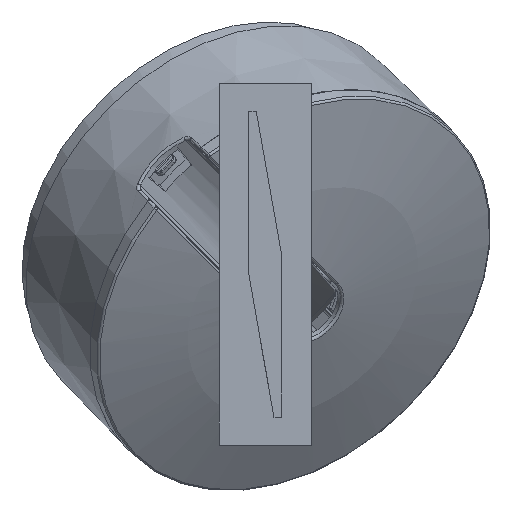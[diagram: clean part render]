
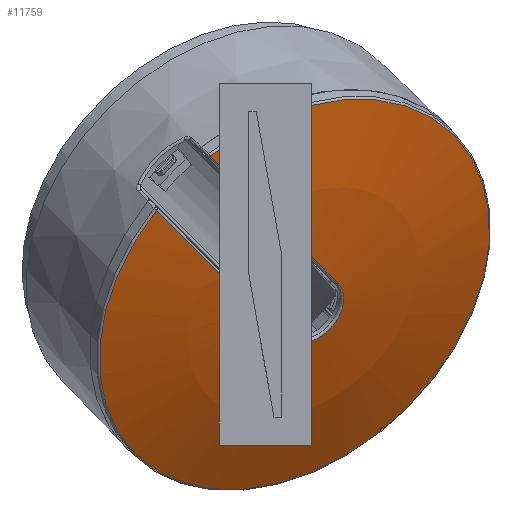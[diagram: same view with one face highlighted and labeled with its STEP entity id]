
A CAD part, top view. The second image highlights one B-rep face of the part: STEP entity #11759.
In plain terms, the highlighted spherical face has radius 205 mm.
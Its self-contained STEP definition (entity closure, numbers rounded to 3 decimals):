
#25=SPHERICAL_SURFACE('',#12809,205.);
#874=B_SPLINE_CURVE_WITH_KNOTS('',3,(#24700,#24701,#24702,#24703,#24704,
#24705,#24706,#24707,#24708,#24709),.UNSPECIFIED.,.F.,.F.,(4,1,1,1,1,1,
1,4),(-2.396,-2.054,-1.712,-1.369,
-1.027,-0.685,-0.342,0.),
 .UNSPECIFIED.);
#1767=CIRCLE('',#12749,204.96);
#1770=CIRCLE('',#12753,204.96);
#1800=CIRCLE('',#12807,44.563);
#2497=FACE_OUTER_BOUND('',#3242,.T.);
#3242=EDGE_LOOP('',(#9457,#9458,#9459,#9460));
#5054=VERTEX_POINT('',#23954);
#5055=VERTEX_POINT('',#23956);
#5056=VERTEX_POINT('',#23960);
#5057=VERTEX_POINT('',#23962);
#6553=EDGE_CURVE('',#5054,#5055,#1767,.T.);
#6556=EDGE_CURVE('',#5056,#5057,#1770,.T.);
#6615=EDGE_CURVE('',#5055,#5056,#1800,.T.);
#6617=EDGE_CURVE('',#5057,#5054,#874,.T.);
#9457=ORIENTED_EDGE('',*,*,#6553,.F.);
#9458=ORIENTED_EDGE('',*,*,#6617,.F.);
#9459=ORIENTED_EDGE('',*,*,#6556,.F.);
#9460=ORIENTED_EDGE('',*,*,#6615,.F.);
#11759=ADVANCED_FACE('',(#2497),#25,.T.);
#12749=AXIS2_PLACEMENT_3D('',#23957,#14860,#14861);
#12753=AXIS2_PLACEMENT_3D('',#23963,#14868,#14869);
#12807=AXIS2_PLACEMENT_3D('',#24648,#14986,#14987);
#12809=AXIS2_PLACEMENT_3D('',#24782,#14990,#14991);
#14860=DIRECTION('center_axis',(-0.698,-0.716,0.012));
#14861=DIRECTION('ref_axis',(0.457,-0.432,0.778));
#14868=DIRECTION('center_axis',(0.716,0.698,0.012));
#14869=DIRECTION('ref_axis',(0.432,-0.457,0.778));
#14986=DIRECTION('center_axis',(-0.5,0.5,-0.707));
#14987=DIRECTION('ref_axis',(0.5,-0.5,-0.707));
#14990=DIRECTION('center_axis',(0.5,-0.5,0.707));
#14991=DIRECTION('ref_axis',(0.5,-0.5,-0.707));
#23954=CARTESIAN_POINT('',(14.357,-3.543,-80.486));
#23956=CARTESIAN_POINT('',(-10.789,21.486,-51.731));
#23957=CARTESIAN_POINT('Origin',(-91.386,97.141,-224.325));
#23960=CARTESIAN_POINT('',(-21.486,10.789,-51.731));
#23962=CARTESIAN_POINT('',(3.543,-14.357,-80.486));
#23963=CARTESIAN_POINT('Origin',(-97.141,91.386,-224.325));
#24648=CARTESIAN_POINT('Origin',(5.821,-5.821,-82.785));
#24700=CARTESIAN_POINT('Ctrl Pts',(3.543,-14.357,-80.486));
#24701=CARTESIAN_POINT('Ctrl Pts',(4.111,-14.925,-81.301));
#24702=CARTESIAN_POINT('Ctrl Pts',(5.615,-15.69,-82.93));
#24703=CARTESIAN_POINT('Ctrl Pts',(8.532,-15.505,-84.89));
#24704=CARTESIAN_POINT('Ctrl Pts',(11.532,-14.02,-85.977));
#24705=CARTESIAN_POINT('Ctrl Pts',(14.021,-11.532,-85.978));
#24706=CARTESIAN_POINT('Ctrl Pts',(15.505,-8.532,-84.89));
#24707=CARTESIAN_POINT('Ctrl Pts',(15.69,-5.615,-82.93));
#24708=CARTESIAN_POINT('Ctrl Pts',(14.925,-4.111,-81.301));
#24709=CARTESIAN_POINT('Ctrl Pts',(14.357,-3.543,-80.486));
#24782=CARTESIAN_POINT('Origin',(-94.228,94.228,-224.275));
